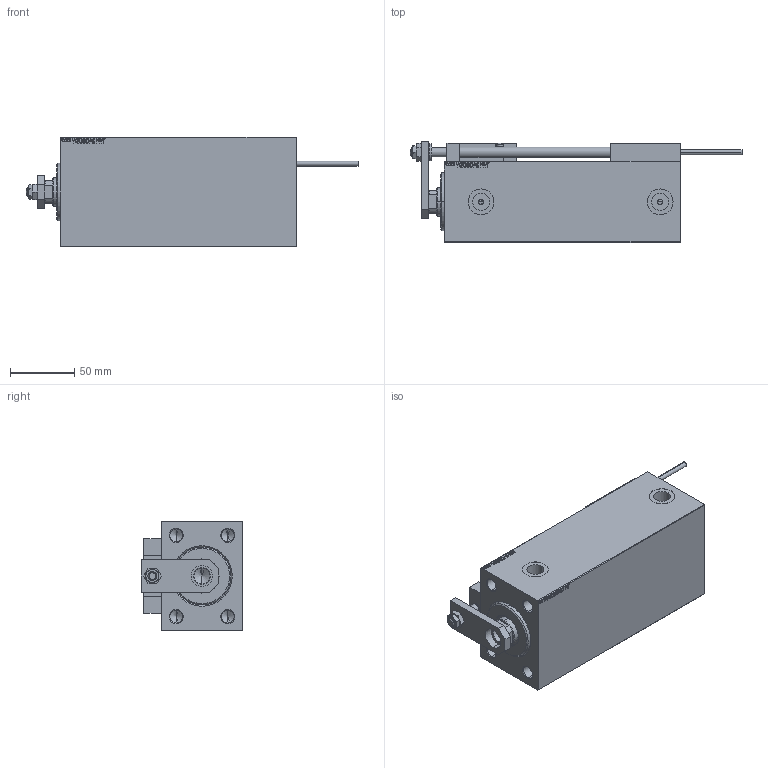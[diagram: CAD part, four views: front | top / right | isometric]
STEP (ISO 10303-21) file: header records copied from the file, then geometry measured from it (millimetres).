
FILE_DESCRIPTION (( 'STEP AP203' ), '1' );
FILE_NAME ('c065.STEP', '2022-04-17T09:39:57', ( '' ), ( '' ), 'SwSTEP 2.0', 'SolidWorks 2019', '' );
FILE_SCHEMA (( 'CONFIG_CONTROL_DESIGN' ));
Length unit declared in the file: millimetre
Products named in the file (16): c065; Block ac8bc7af4f70a20f4f6fb7f3c59d0438; ALLEN BOLT D5 ac8bc7af4f70a20f4f6fb7f3c59d0438; ALLEN BOLT D8 ac8bc7af4f70a20f4f6fb7f3c59d0438; SWITCH X ac8bc7af4f70a20f4f6fb7f3c59d0438; TYC_L79 ac8bc7af4f70a20f4f6fb7f3c59d0438; V450CM_B_Body ac8bc7af4f70a20f4f6fb7f3c59d0438; V450CM_VC_B ac8bc7af4f70a20f4f6fb7f3c59d0438; V450CM_B_VCP ac8bc7af4f70a20f4f6fb7f3c59d0438; SWITCH_X_FRONT_BACK ac8bc7af4f70a20f4f6fb7f3c59d0438; NUT_D10 ac8bc7af4f70a20f4f6fb7f3c59d0438; KONCOVKA ac8bc7af4f70a20f4f6fb7f3c59d0438; MAGNET ac8bc7af4f70a20f4f6fb7f3c59d0438; ZARAZKA ac8bc7af4f70a20f4f6fb7f3c59d0438; NUT_D12 ac8bc7af4f70a20f4f6fb7f3c59d0438; SWITCH DIM B,W ac8bc7af4f70a20f4f6fb7f3c59d0438
Assembly tree (25 placements, depth 3):
  c065
    V450CM_B_Body ac8bc7af4f70a20f4f6fb7f3c59d0438
    V450CM_B_VCP ac8bc7af4f70a20f4f6fb7f3c59d0438
    SWITCH X ac8bc7af4f70a20f4f6fb7f3c59d0438
      SWITCH_X_FRONT_BACK ac8bc7af4f70a20f4f6fb7f3c59d0438  x2
      TYC_L79 ac8bc7af4f70a20f4f6fb7f3c59d0438
      Block ac8bc7af4f70a20f4f6fb7f3c59d0438  x2
      ALLEN BOLT D5 ac8bc7af4f70a20f4f6fb7f3c59d0438  x4
      ALLEN BOLT D8 ac8bc7af4f70a20f4f6fb7f3c59d0438  x4
      MAGNET ac8bc7af4f70a20f4f6fb7f3c59d0438  x2
      KONCOVKA ac8bc7af4f70a20f4f6fb7f3c59d0438  x2
    NUT_D10 ac8bc7af4f70a20f4f6fb7f3c59d0438
    NUT_D12 ac8bc7af4f70a20f4f6fb7f3c59d0438
    SWITCH DIM B,W ac8bc7af4f70a20f4f6fb7f3c59d0438
    ZARAZKA ac8bc7af4f70a20f4f6fb7f3c59d0438
    V450CM_VC_B ac8bc7af4f70a20f4f6fb7f3c59d0438
Bounding box: 257.7 x 78.5 x 85 mm (x, y, z)
Volume: 912274.7 mm3; surface area: 147270.6 mm2
Topology: 24 solids, 24 shells, 1335 faces, 3198 edges, 2026 vertices
Faces by surface type: plane 566, bspline 380, cylinder 196, cone 145, torus 44, sphere 4
Entity records: 51943 total; most frequent: CARTESIAN_POINT 26453, ORIENTED_EDGE 5384, DIRECTION 3695, EDGE_CURVE 2692, VERTEX_POINT 1750, VECTOR 1543, LINE 1543, EDGE_LOOP 1246
